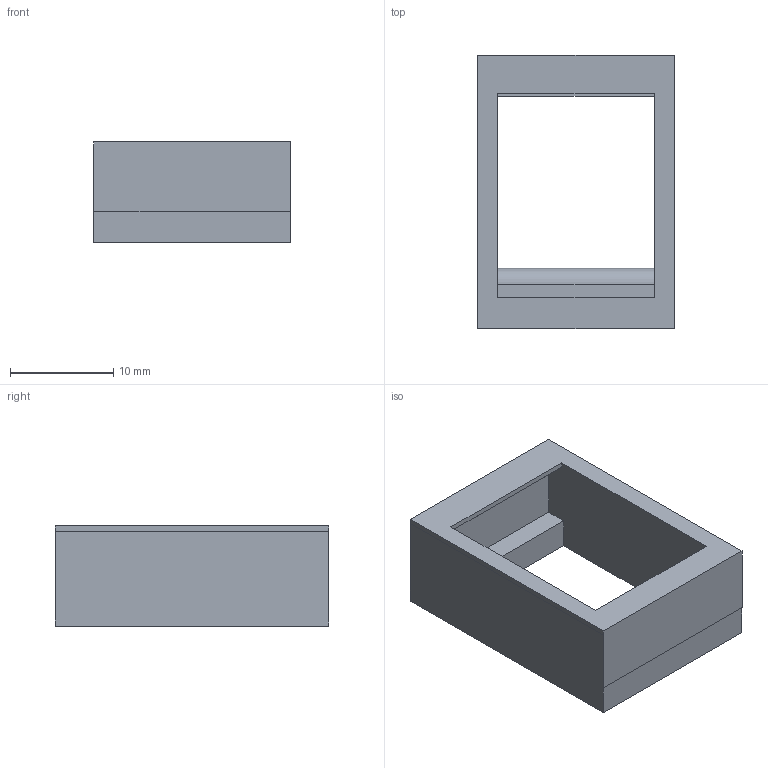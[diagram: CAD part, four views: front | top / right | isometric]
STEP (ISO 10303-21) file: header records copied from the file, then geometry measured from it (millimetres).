
FILE_DESCRIPTION(/* description */ (''),/* implementation_level */ '2;1');
FILE_NAME(/* name */ 'Keystone Jack.step',/* time_stamp */ '2022-12-10T11:52:03-06:00',/* author */ (''),/* organization */ (''),/* preprocessor_version */ 'ST-DEVELOPER v19.2',/* originating_system */ 'Autodesk Translation Framework v11.17.0.187',/* authorisation */ '');
FILE_SCHEMA (('AUTOMOTIVE_DESIGN { 1 0 10303 214 3 1 1 }'));
Length unit declared in the file: millimetre
Products named in the file (1): Keystone Jack
Bounding box: 19 x 26.5 x 9.7 mm (x, y, z)
Volume: 1851.6 mm3; surface area: 2126.9 mm2
Topology: 1 solids, 1 shells, 23 faces, 63 edges, 42 vertices
Faces by surface type: plane 22, cylinder 1
Entity records: 756 total; most frequent: CARTESIAN_POINT 129, ORIENTED_EDGE 126, DIRECTION 113, EDGE_CURVE 63, LINE 61, VECTOR 61, VERTEX_POINT 42, AXIS2_PLACEMENT_3D 26
